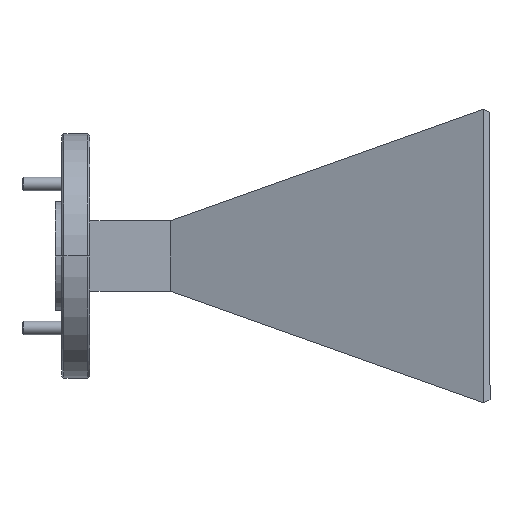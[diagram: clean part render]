
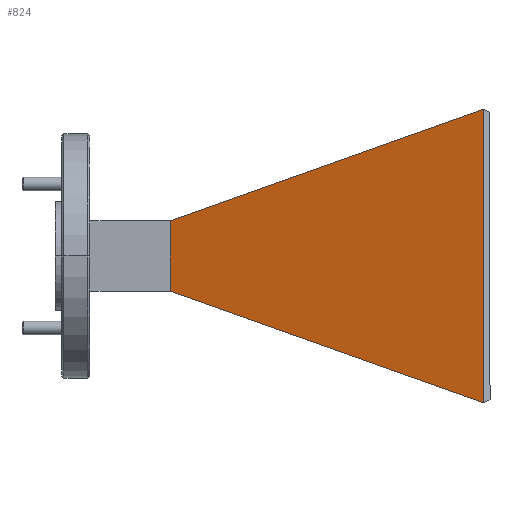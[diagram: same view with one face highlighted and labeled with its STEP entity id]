
A CAD part, front view. The second image highlights one B-rep face of the part: STEP entity #824.
In plain terms, the highlighted planar face has unit normal (-0.286, -0.958, 0).
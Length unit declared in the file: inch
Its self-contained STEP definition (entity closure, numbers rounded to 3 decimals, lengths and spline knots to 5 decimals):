
#38 = EDGE_CURVE ( 'NONE', #1509, #2359, #1011, .T. ) ;
#167 = VECTOR ( 'NONE', #274, 39.37008 ) ;
#274 = DIRECTION ( 'NONE',  ( -0.907, 0.271, 0.323 ) ) ;
#275 = EDGE_LOOP ( 'NONE', ( #1133, #2299, #1639, #1435 ) ) ;
#277 = CARTESIAN_POINT ( 'NONE',  ( 0.88022, 2.33068, 3.92475 ) ) ;
#303 = AXIS2_PLACEMENT_3D ( 'NONE', #1925, #2255, #2048 ) ;
#434 = VECTOR ( 'NONE', #1471, 39.37008 ) ;
#596 = PLANE ( 'NONE',  #303 ) ;
#640 = LINE ( 'NONE', #815, #167 ) ;
#815 = CARTESIAN_POINT ( 'NONE',  ( 0.88022, 2.33068, 3.92475 ) ) ;
#824 = ADVANCED_FACE ( 'NONE', ( #2266 ), #596, .F. ) ;
#1006 = VERTEX_POINT ( 'NONE', #1914 ) ;
#1011 = LINE ( 'NONE', #1549, #1809 ) ;
#1093 = CARTESIAN_POINT ( 'NONE',  ( -0.56104, 2.76159, 4.76202 ) ) ;
#1097 = CARTESIAN_POINT ( 'NONE',  ( 0.88022, 2.33068, 4.60002 ) ) ;
#1123 = EDGE_CURVE ( 'NONE', #1006, #1509, #1183, .T. ) ;
#1127 = VERTEX_POINT ( 'NONE', #277 ) ;
#1133 = ORIENTED_EDGE ( 'NONE', *, *, #38, .F. ) ;
#1183 = LINE ( 'NONE', #1184, #2432 ) ;
#1184 = CARTESIAN_POINT ( 'NONE',  ( -0.56104, 2.76159, 4.60002 ) ) ;
#1435 = ORIENTED_EDGE ( 'NONE', *, *, #2283, .T. ) ;
#1471 = DIRECTION ( 'NONE',  ( 0., 0., 1. ) ) ;
#1499 = LINE ( 'NONE', #1097, #434 ) ;
#1509 = VERTEX_POINT ( 'NONE', #1093 ) ;
#1549 = CARTESIAN_POINT ( 'NONE',  ( -0.56104, 2.76159, 4.76202 ) ) ;
#1639 = ORIENTED_EDGE ( 'NONE', *, *, #1821, .F. ) ;
#1768 = DIRECTION ( 'NONE',  ( 0.907, -0.271, 0.323 ) ) ;
#1809 = VECTOR ( 'NONE', #1768, 39.37008 ) ;
#1821 = EDGE_CURVE ( 'NONE', #1127, #1006, #640, .T. ) ;
#1886 = CARTESIAN_POINT ( 'NONE',  ( 0.88022, 2.33068, 5.27528 ) ) ;
#1914 = CARTESIAN_POINT ( 'NONE',  ( -0.56104, 2.76159, 4.43802 ) ) ;
#1925 = CARTESIAN_POINT ( 'NONE',  ( 0.95668, 2.30782, 4.60002 ) ) ;
#2048 = DIRECTION ( 'NONE',  ( -0.958, 0.286, 0. ) ) ;
#2255 = DIRECTION ( 'NONE',  ( 0.286, 0.958, 0. ) ) ;
#2266 = FACE_OUTER_BOUND ( 'NONE', #275, .T. ) ;
#2283 = EDGE_CURVE ( 'NONE', #1127, #2359, #1499, .T. ) ;
#2299 = ORIENTED_EDGE ( 'NONE', *, *, #1123, .F. ) ;
#2327 = DIRECTION ( 'NONE',  ( 0., 0., 1. ) ) ;
#2359 = VERTEX_POINT ( 'NONE', #1886 ) ;
#2432 = VECTOR ( 'NONE', #2327, 39.37008 ) ;
